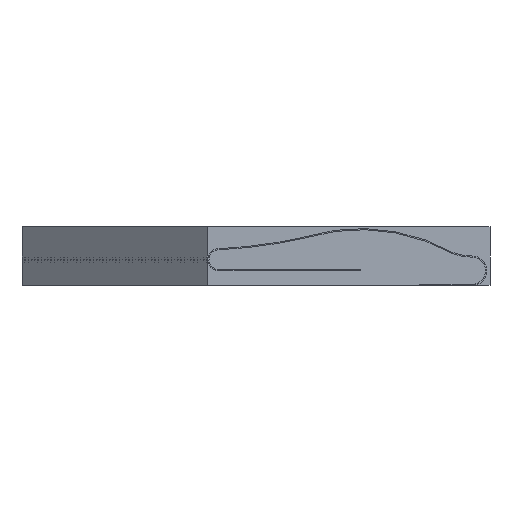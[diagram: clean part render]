
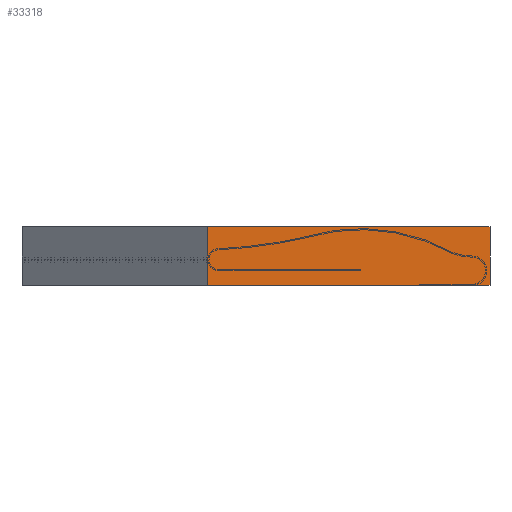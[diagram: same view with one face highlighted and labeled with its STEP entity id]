
A CAD part, left-side view. The second image highlights one B-rep face of the part: STEP entity #33318.
In plain terms, the highlighted face is planar.
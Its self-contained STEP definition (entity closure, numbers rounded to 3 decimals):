
#3891=ORIENTED_EDGE('',*,*,#14695,.F.);
#3892=ORIENTED_EDGE('',*,*,#14705,.F.);
#3893=ORIENTED_EDGE('',*,*,#14702,.F.);
#3894=ORIENTED_EDGE('',*,*,#14699,.F.);
#14695=EDGE_CURVE('',#20107,#20108,#23459,.T.);
#14699=EDGE_CURVE('',#20108,#20111,#23463,.T.);
#14702=EDGE_CURVE('',#20111,#20113,#23466,.T.);
#14705=EDGE_CURVE('',#20113,#20107,#23469,.T.);
#20107=VERTEX_POINT('',#51124);
#20108=VERTEX_POINT('',#51125);
#20111=VERTEX_POINT('',#51133);
#20113=VERTEX_POINT('',#51139);
#23459=LINE('',#51123,#26311);
#23463=LINE('',#51132,#26315);
#23466=LINE('',#51138,#26318);
#23469=LINE('',#51144,#26321);
#26311=VECTOR('',#39527,1000.);
#26315=VECTOR('',#39533,1000.);
#26318=VECTOR('',#39538,1000.);
#26321=VECTOR('',#39543,1000.);
#29168=EDGE_LOOP('',(#3891,#3892,#3893,#3894));
#30978=FACE_BOUND('',#29168,.T.);
#32788=PLANE('',#35156);
#33318=ADVANCED_FACE('',(#30978),#32788,.F.);
#35156=AXIS2_PLACEMENT_3D('',#51147,#39547,#39548);
#39527=DIRECTION('',(0.,0.,-1.));
#39533=DIRECTION('',(1.,0.,0.));
#39538=DIRECTION('',(0.,0.,1.));
#39543=DIRECTION('',(-1.,0.,0.));
#39547=DIRECTION('',(0.,-1.,0.));
#39548=DIRECTION('',(0.,0.,-1.));
#51123=CARTESIAN_POINT('',(-1.6,203.92,7.7));
#51124=CARTESIAN_POINT('',(-1.6,203.92,7.7));
#51125=CARTESIAN_POINT('',(-1.6,203.92,-7.7));
#51132=CARTESIAN_POINT('',(-1.6,203.92,-7.7));
#51133=CARTESIAN_POINT('',(1.6,203.92,-7.7));
#51138=CARTESIAN_POINT('',(1.6,203.92,-7.7));
#51139=CARTESIAN_POINT('',(1.6,203.92,7.7));
#51144=CARTESIAN_POINT('',(1.6,203.92,7.7));
#51147=CARTESIAN_POINT('',(0.,203.92,0.));
